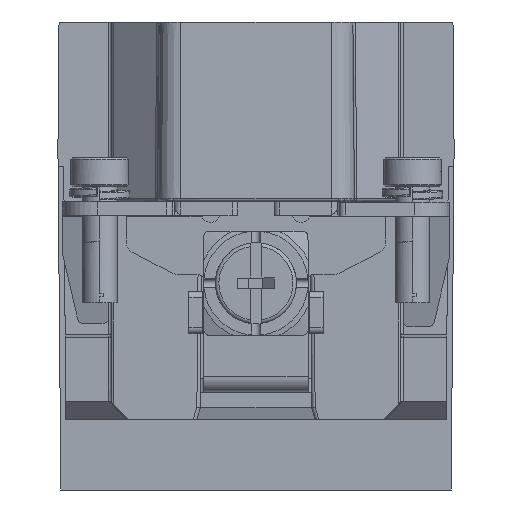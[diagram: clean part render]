
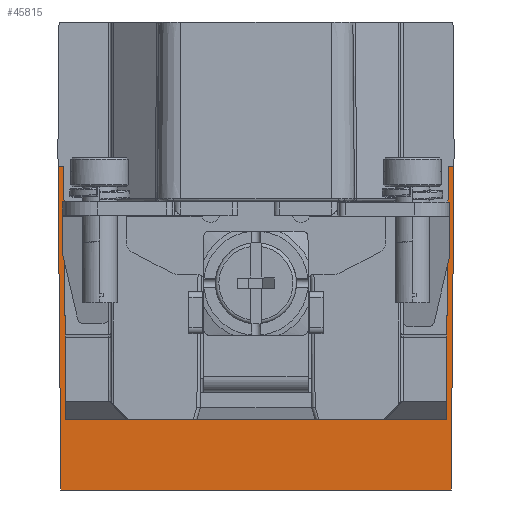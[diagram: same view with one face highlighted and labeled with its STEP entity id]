
A CAD part, left-side view. The second image highlights one B-rep face of the part: STEP entity #45815.
In plain terms, the highlighted planar face has unit normal (-1, 0, -0.009).
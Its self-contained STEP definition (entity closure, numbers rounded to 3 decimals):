
#11888=DIRECTION('',(-0.009,0.009,1.));
#11889=VECTOR('',#11888,21.802);
#11890=CARTESIAN_POINT('',(-12.81,16.41,-13.85));
#11891=LINE('',#11890,#11889);
#11900=DIRECTION('',(0.,-1.,0.));
#11901=VECTOR('',#11900,32.82);
#11902=CARTESIAN_POINT('',(-12.81,16.41,-13.85));
#11903=LINE('',#11902,#11901);
#11904=DIRECTION('',(0.009,0.009,-1.));
#11905=VECTOR('',#11904,27.902);
#11906=CARTESIAN_POINT('',(-13.,-17.087,7.95));
#11907=LINE('',#11906,#11905);
#11908=DIRECTION('',(0.,1.,0.));
#11909=VECTOR('',#11908,33.687);
#11910=CARTESIAN_POINT('',(-12.757,-16.843,-19.95));
#11911=LINE('',#11910,#11909);
#11912=DIRECTION('',(-0.009,0.009,1.));
#11913=VECTOR('',#11912,27.902);
#11914=CARTESIAN_POINT('',(-12.757,16.843,-19.95));
#11915=LINE('',#11914,#11913);
#11924=DIRECTION('',(0.009,0.009,-1.));
#11925=VECTOR('',#11924,21.802);
#11926=CARTESIAN_POINT('',(-13.,-16.6,7.95));
#11927=LINE('',#11926,#11925);
#16842=DIRECTION('',(0.,1.,0.));
#16843=VECTOR('',#16842,0.487);
#16844=CARTESIAN_POINT('',(-13.,-17.087,7.95));
#16845=LINE('',#16844,#16843);
#16862=DIRECTION('',(0.,1.,0.));
#16863=VECTOR('',#16862,0.487);
#16864=CARTESIAN_POINT('',(-13.,16.6,7.95));
#16865=LINE('',#16864,#16863);
#22751=CARTESIAN_POINT('',(-12.81,-16.41,-13.85));
#22752=VERTEX_POINT('',#22751);
#22753=CARTESIAN_POINT('',(-12.81,16.41,-13.85));
#22754=VERTEX_POINT('',#22753);
#25760=CARTESIAN_POINT('',(-13.,17.087,7.95));
#25761=VERTEX_POINT('',#25760);
#25762=CARTESIAN_POINT('',(-12.757,16.843,-19.95));
#25763=VERTEX_POINT('',#25762);
#25971=CARTESIAN_POINT('',(-13.,16.6,7.95));
#25972=VERTEX_POINT('',#25971);
#25973=CARTESIAN_POINT('',(-13.,-16.6,7.95));
#25974=VERTEX_POINT('',#25973);
#25975=CARTESIAN_POINT('',(-13.,-17.087,7.95));
#25976=VERTEX_POINT('',#25975);
#25977=CARTESIAN_POINT('',(-12.757,-16.843,-19.95));
#25978=VERTEX_POINT('',#25977);
#45795=CARTESIAN_POINT('',(-12.878,0.,-6.));
#45796=DIRECTION('',(1.,0.,0.009));
#45797=DIRECTION('',(0.,1.,0.));
#45798=AXIS2_PLACEMENT_3D('',#45795,#45796,#45797);
#45799=PLANE('',#45798);
#45800=ORIENTED_EDGE('',*,*,#28152,.T.);
#45802=ORIENTED_EDGE('',*,*,#45801,.F.);
#45804=ORIENTED_EDGE('',*,*,#45803,.F.);
#45806=ORIENTED_EDGE('',*,*,#45805,.T.);
#45808=ORIENTED_EDGE('',*,*,#45807,.T.);
#45809=ORIENTED_EDGE('',*,*,#43979,.T.);
#45811=ORIENTED_EDGE('',*,*,#45810,.F.);
#45812=ORIENTED_EDGE('',*,*,#45785,.F.);
#45813=EDGE_LOOP('',(#45800,#45802,#45804,#45806,#45808,#45809,#45811,#45812));
#45814=FACE_OUTER_BOUND('',#45813,.F.);
#45815=ADVANCED_FACE('',(#45814),#45799,.F.);
#28152=EDGE_CURVE('',#22754,#22752,#11903,.T.);
#43979=EDGE_CURVE('',#25763,#25761,#11915,.T.);
#45785=EDGE_CURVE('',#22754,#25972,#11891,.T.);
#45801=EDGE_CURVE('',#25974,#22752,#11927,.T.);
#45803=EDGE_CURVE('',#25976,#25974,#16845,.T.);
#45805=EDGE_CURVE('',#25976,#25978,#11907,.T.);
#45807=EDGE_CURVE('',#25978,#25763,#11911,.T.);
#45810=EDGE_CURVE('',#25972,#25761,#16865,.T.);
